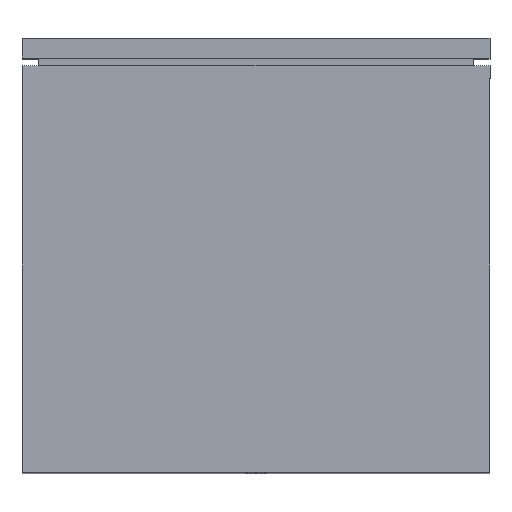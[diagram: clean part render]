
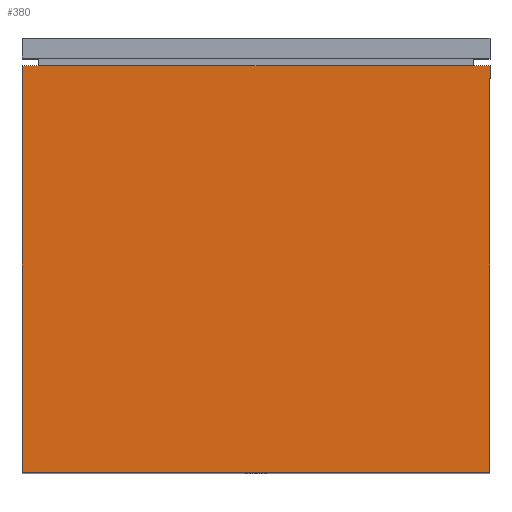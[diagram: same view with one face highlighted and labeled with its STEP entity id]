
A CAD part, top view. The second image highlights one B-rep face of the part: STEP entity #380.
In plain terms, the highlighted planar face has unit normal (0, 0, 1).
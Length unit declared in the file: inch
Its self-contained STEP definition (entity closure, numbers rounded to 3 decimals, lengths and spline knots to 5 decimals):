
#21=PLANE('',#426);
#43=FACE_OUTER_BOUND('',#65,.T.);
#65=EDGE_LOOP('',(#283,#284,#285,#286));
#95=LINE('',#564,#144);
#96=LINE('',#566,#145);
#97=LINE('',#568,#146);
#98=LINE('',#569,#147);
#144=VECTOR('',#463,0.3937);
#145=VECTOR('',#464,0.3937);
#146=VECTOR('',#465,0.3937);
#147=VECTOR('',#466,0.3937);
#196=VERTEX_POINT('',#562);
#197=VERTEX_POINT('',#563);
#198=VERTEX_POINT('',#565);
#199=VERTEX_POINT('',#567);
#231=EDGE_CURVE('',#196,#197,#95,.T.);
#232=EDGE_CURVE('',#197,#198,#96,.T.);
#233=EDGE_CURVE('',#199,#198,#97,.T.);
#234=EDGE_CURVE('',#199,#196,#98,.T.);
#283=ORIENTED_EDGE('',*,*,#231,.T.);
#284=ORIENTED_EDGE('',*,*,#232,.T.);
#285=ORIENTED_EDGE('',*,*,#233,.F.);
#286=ORIENTED_EDGE('',*,*,#234,.T.);
#380=ADVANCED_FACE('',(#43),#21,.T.);
#426=AXIS2_PLACEMENT_3D('',#561,#461,#462);
#461=DIRECTION('center_axis',(0.,0.,1.));
#462=DIRECTION('ref_axis',(1.,0.,0.));
#463=DIRECTION('',(-1.,0.,0.));
#464=DIRECTION('',(0.,-1.,0.));
#465=DIRECTION('',(-1.,0.,0.));
#466=DIRECTION('',(0.,1.,0.));
#561=CARTESIAN_POINT('Origin',(-2.42594,0.,3.80094));
#562=CARTESIAN_POINT('',(2.42594,3.218,3.80094));
#563=CARTESIAN_POINT('',(-2.42594,3.218,3.80094));
#564=CARTESIAN_POINT('',(-2.42594,3.218,3.80094));
#565=CARTESIAN_POINT('',(-2.42594,-1.,3.80094));
#566=CARTESIAN_POINT('',(-2.42594,0.,3.80094));
#567=CARTESIAN_POINT('',(2.42594,-1.,3.80094));
#568=CARTESIAN_POINT('',(2.42594,-1.,3.80094));
#569=CARTESIAN_POINT('',(2.42594,0.,3.80094));
